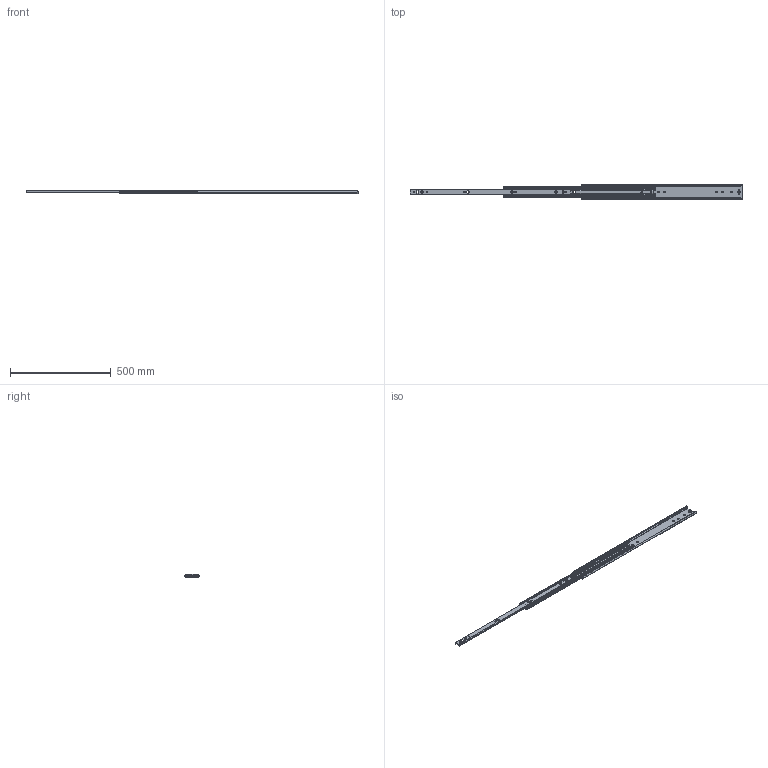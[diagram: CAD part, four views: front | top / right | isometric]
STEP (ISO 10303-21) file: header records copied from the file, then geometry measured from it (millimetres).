
FILE_DESCRIPTION(/* description */ ('TITAN-D- 800/850mm (18.5) Zinc-Magnesium'),/* implementation_level */ '2;1');
FILE_NAME(/* name */ 'M01-AA8_00_open.stp',/* time_stamp */ '2025-09-08T15:09:36+02:00',/* author */ ('l.hoffmann'),/* organization */ (''),/* preprocessor_version */ 'ST-DEVELOPER v20',/* originating_system */ 'Autodesk Inventor 2022',/* authorisation */ '');
FILE_SCHEMA (('AUTOMOTIVE_DESIGN { 1 0 10303 214 3 1 1 }'));
Products named in the file (14): M01-F74; 511-M01-F74-TM1; 511-M01-F74-TM1_1; E000178025; E000178022; E000178021; 512-M01-F74-TM2; 512-M01-F74-TM2_1; E000178034; E000178012; E000178032; E000178031; 514-M01-F74-TM3; 514-M01-F74-TM3_1
Assembly tree (51 placements, depth 3):
  M01-F74
    511-M01-F74-TM1
      511-M01-F74-TM1_1
    E000178025
      E000178012
      E000178022
      E000178021  x20
    512-M01-F74-TM2
      512-M01-F74-TM2_1
    E000178034
      E000178012
      E000178032
      E000178031  x19
    514-M01-F74-TM3
      514-M01-F74-TM3_1
Bounding box: 1650 x 70.9 x 18.4 mm (x, y, z)
Volume: 395941.6 mm3; surface area: 474759.9 mm2
Topology: 83 solids, 83 shells, 1896 faces, 5685 edges, 3784 vertices
Faces by surface type: plane 895, cylinder 863, sphere 78, cone 60
Full cylindrical faces by diameter (mm): 7.9 x38, 8 x3, 9 x40, 13 x2
Entity records: 65283 total; most frequent: CARTESIAN_POINT 13512, ORIENTED_EDGE 10910, DIRECTION 10699, EDGE_CURVE 5455, VERTEX_POINT 3636, AXIS2_PLACEMENT_3D 3628, LINE 3443, VECTOR 3443
